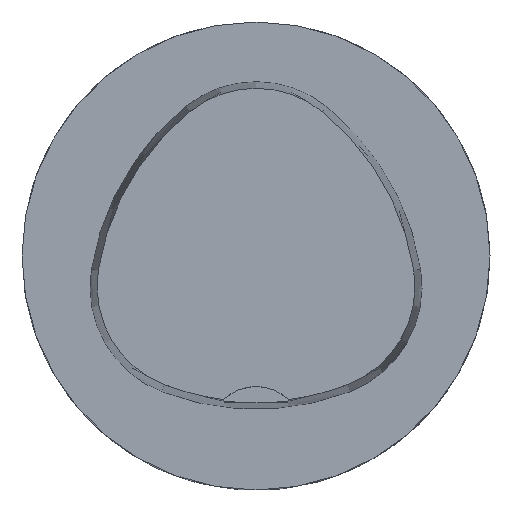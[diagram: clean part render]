
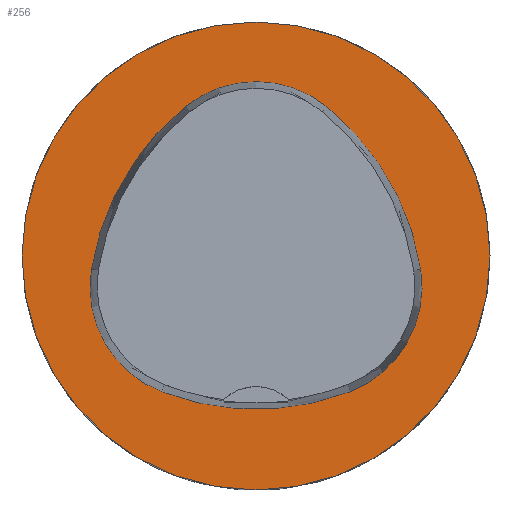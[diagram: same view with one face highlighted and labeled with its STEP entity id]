
A CAD part, top view. The second image highlights one B-rep face of the part: STEP entity #256.
In plain terms, the highlighted planar face has unit normal (0, 0, 1).
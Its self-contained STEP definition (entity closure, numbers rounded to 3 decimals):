
#256=ADVANCED_FACE('',(#520,#521),#315,.T.);
#315=PLANE('',#1532);
#520=FACE_BOUND('',#572,.T.);
#521=FACE_BOUND('',#573,.T.);
#572=EDGE_LOOP('',(#818,#819,#820,#821,#822,#823));
#573=EDGE_LOOP('',(#824));
#818=ORIENTED_EDGE('',*,*,#1246,.T.);
#819=ORIENTED_EDGE('',*,*,#1226,.T.);
#820=ORIENTED_EDGE('',*,*,#1230,.T.);
#821=ORIENTED_EDGE('',*,*,#1233,.T.);
#822=ORIENTED_EDGE('',*,*,#1236,.T.);
#823=ORIENTED_EDGE('',*,*,#1244,.T.);
#824=ORIENTED_EDGE('',*,*,#1217,.F.);
#1071=VERTEX_POINT('',#2344);
#1080=VERTEX_POINT('',#2363);
#1081=VERTEX_POINT('',#2364);
#1084=VERTEX_POINT('',#2372);
#1086=VERTEX_POINT('',#2378);
#1088=VERTEX_POINT('',#2384);
#1095=VERTEX_POINT('',#2405);
#1217=EDGE_CURVE('',#1071,#1071,#1324,.T.);
#1226=EDGE_CURVE('',#1080,#1081,#1325,.T.);
#1230=EDGE_CURVE('',#1081,#1084,#1327,.T.);
#1233=EDGE_CURVE('',#1084,#1086,#1329,.T.);
#1236=EDGE_CURVE('',#1086,#1088,#1331,.T.);
#1244=EDGE_CURVE('',#1088,#1095,#1335,.T.);
#1246=EDGE_CURVE('',#1095,#1080,#1337,.T.);
#1324=CIRCLE('',#1504,25.);
#1325=CIRCLE('',#1510,28.);
#1327=CIRCLE('',#1513,12.);
#1329=CIRCLE('',#1516,28.);
#1331=CIRCLE('',#1519,12.);
#1335=CIRCLE('',#1524,28.);
#1337=CIRCLE('',#1527,12.);
#1504=AXIS2_PLACEMENT_3D('',#2343,#1781,#1782);
#1510=AXIS2_PLACEMENT_3D('',#2362,#1797,#1798);
#1513=AXIS2_PLACEMENT_3D('',#2371,#1805,#1806);
#1516=AXIS2_PLACEMENT_3D('',#2377,#1812,#1813);
#1519=AXIS2_PLACEMENT_3D('',#2383,#1819,#1820);
#1524=AXIS2_PLACEMENT_3D('',#2406,#1831,#1832);
#1527=AXIS2_PLACEMENT_3D('',#2409,#1837,#1838);
#1532=AXIS2_PLACEMENT_3D('',#2414,#1847,#1848);
#1781=DIRECTION('',(0.,0.,-1.));
#1782=DIRECTION('',(-1.,0.,0.));
#1797=DIRECTION('',(0.,0.,-1.));
#1798=DIRECTION('',(-1.,0.,0.));
#1805=DIRECTION('',(0.,0.,-1.));
#1806=DIRECTION('',(-1.,0.,0.));
#1812=DIRECTION('',(0.,0.,-1.));
#1813=DIRECTION('',(-1.,0.,0.));
#1819=DIRECTION('',(0.,0.,-1.));
#1820=DIRECTION('',(-1.,0.,0.));
#1831=DIRECTION('',(0.,0.,-1.));
#1832=DIRECTION('',(-1.,0.,0.));
#1837=DIRECTION('',(0.,0.,-1.));
#1838=DIRECTION('',(-1.,0.,0.));
#1847=DIRECTION('',(0.,0.,1.));
#1848=DIRECTION('',(1.,0.,0.));
#2343=CARTESIAN_POINT('',(0.,0.,
0.));
#2344=CARTESIAN_POINT('',(-25.,0.,0.));
#2362=CARTESIAN_POINT('',(10.068,-5.824,0.));
#2363=CARTESIAN_POINT('',(-17.584,-1.424,0.));
#2364=CARTESIAN_POINT('',(-7.531,15.953,0.));
#2371=CARTESIAN_POINT('',(0.011,6.62,0.));
#2372=CARTESIAN_POINT('',(7.567,15.942,0.));
#2377=CARTESIAN_POINT('',(-10.063,-5.81,0.));
#2378=CARTESIAN_POINT('',(17.59,-1.418,0.));
#2383=CARTESIAN_POINT('',(5.739,-3.3,0.));
#2384=CARTESIAN_POINT('',(10.05,-14.499,0.));
#2405=CARTESIAN_POINT('',(-10.025,-14.516,0.));
#2406=CARTESIAN_POINT('',(-0.01,11.631,0.));
#2409=CARTESIAN_POINT('',(-5.733,-3.31,0.));
#2414=CARTESIAN_POINT('',(0.,0.,
0.));
